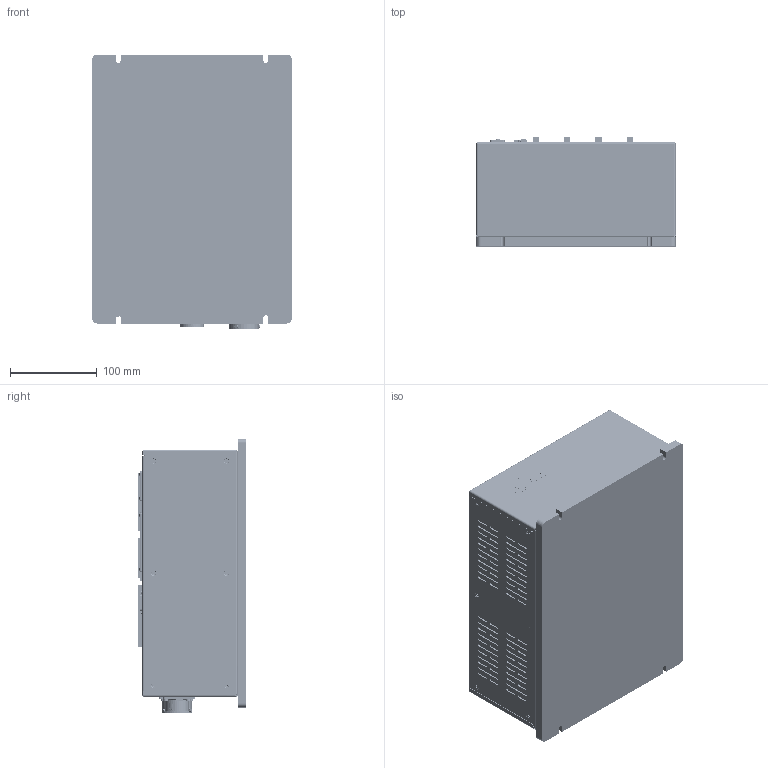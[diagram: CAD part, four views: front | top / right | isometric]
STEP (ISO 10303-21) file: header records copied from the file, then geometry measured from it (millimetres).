
FILE_DESCRIPTION (( 'STEP AP214' ), '1' );
FILE_NAME ('AGV-V2控制柜外发模型.STEP', '2023-03-07T02:59:59', ( '个人用户' ), ( '微软中国' ), 'SwSTEP 2.0', 'SolidWorks 2018', '' );
FILE_SCHEMA (( 'AUTOMOTIVE_DESIGN' ));
Length unit declared in the file: millimetre
Products named in the file (1): AGV-V2諷秶嶄俋楷耀倰
Bounding box: 230 x 125.5 x 316.5 mm (x, y, z)
Volume: 7948768.7 mm3; surface area: 318450.4 mm2
Topology: 1 solids, 4 shells, 11473 faces, 30118 edges, 20012 vertices
Faces by surface type: plane 6774, bspline 3811, cylinder 769, cone 91, torus 14, sphere 14
Full cylindrical faces by diameter (mm): 5.6 x4
Entity records: 575041 total; most frequent: CARTESIAN_POINT 298794, ORIENTED_EDGE 60212, DIRECTION 39378, EDGE_CURVE 30106, VECTOR 20500, LINE 20500, VERTEX_POINT 20008, EDGE_LOOP 12848
